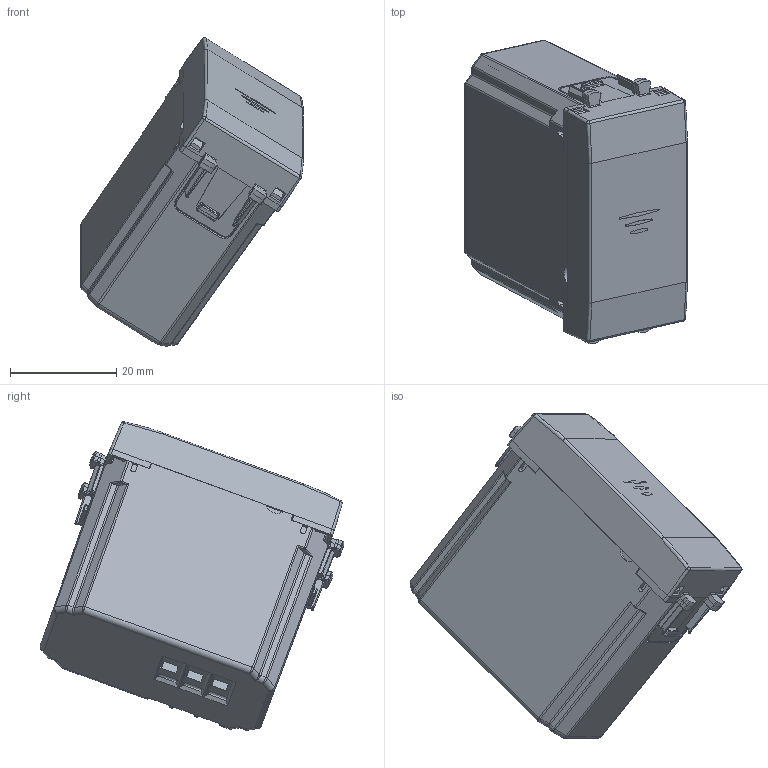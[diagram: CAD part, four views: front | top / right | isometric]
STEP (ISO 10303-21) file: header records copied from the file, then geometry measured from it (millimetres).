
FILE_DESCRIPTION(('CATIA V5 STEP Exchange'),'2;1');
FILE_NAME('441005S.stp','2024-02-22T09:25:02+00:00',('none'),('none'),'CATIA Version 5-6 Release 2016 SP6','CATIA V5 STEP AP203','none');
FILE_SCHEMA(('CONFIG_CONTROL_DESIGN'));
Length unit declared in the file: millimetre
Products named in the file (1): 441005S
Assembly tree (5 placements, depth 2):
  441005S
    #57
    #12501
    #38272
    #39576
    #39728
Bounding box: 41.91 x 57.22 x 58.1 mm (x, y, z)
Volume: 14547.7 mm3; surface area: 19895.1 mm2
Topology: 6 solids, 6 shells, 1066 faces, 2840 edges, 1754 vertices
Faces by surface type: plane 513, cylinder 342, bspline 109, cone 56, sphere 28, revolution 12, torus 6
Entity records: 41809 total; most frequent: CARTESIAN_POINT 18638, ORIENTED_EDGE 5576, DIRECTION 3359, EDGE_CURVE 2788, VERTEX_POINT 1749, VECTOR 1543, LINE 1543, EDGE_LOOP 1107
